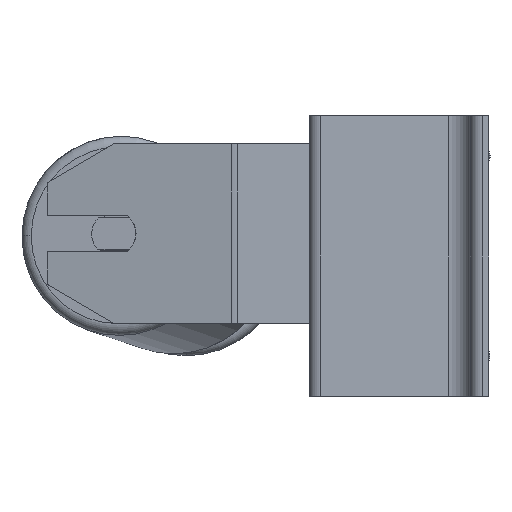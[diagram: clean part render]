
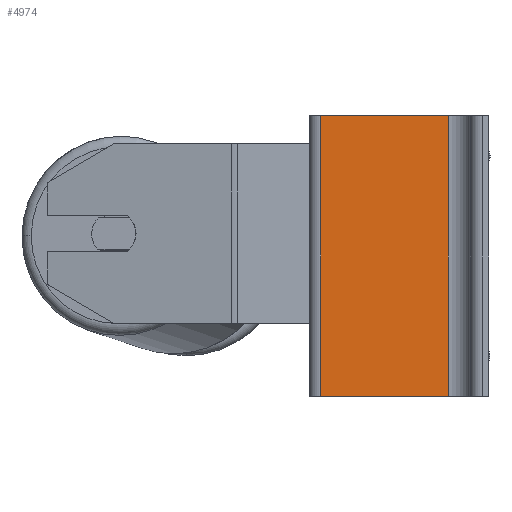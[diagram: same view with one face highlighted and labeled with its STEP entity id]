
A CAD part, left-side view. The second image highlights one B-rep face of the part: STEP entity #4974.
In plain terms, the highlighted planar face has unit normal (-1, 0, 0).
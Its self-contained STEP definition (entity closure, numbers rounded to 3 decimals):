
#78 = EDGE_CURVE ( 'NONE', #167, #4628, #1068, .T. ) ;
#167 = VERTEX_POINT ( 'NONE', #1177 ) ;
#333 = VERTEX_POINT ( 'NONE', #7283 ) ;
#961 = CARTESIAN_POINT ( 'NONE',  ( -278., 23., 62.5 ) ) ;
#1068 = LINE ( 'NONE', #7494, #4865 ) ;
#1177 = CARTESIAN_POINT ( 'NONE',  ( -278., -34., 62.5 ) ) ;
#1617 = EDGE_LOOP ( 'NONE', ( #2252, #5325, #4190, #6347 ) ) ;
#2182 = CARTESIAN_POINT ( 'NONE',  ( -278., 23., 62.5 ) ) ;
#2252 = ORIENTED_EDGE ( 'NONE', *, *, #4545, .T. ) ;
#2520 = VECTOR ( 'NONE', #5480, 1000. ) ;
#3097 = FACE_OUTER_BOUND ( 'NONE', #1617, .T. ) ;
#3917 = EDGE_CURVE ( 'NONE', #8160, #333, #5009, .T. ) ;
#3934 = LINE ( 'NONE', #10450, #2520 ) ;
#4190 = ORIENTED_EDGE ( 'NONE', *, *, #10143, .F. ) ;
#4545 = EDGE_CURVE ( 'NONE', #333, #4628, #6354, .T. ) ;
#4628 = VERTEX_POINT ( 'NONE', #7405 ) ;
#4750 = CARTESIAN_POINT ( 'NONE',  ( -278., 23., 62.5 ) ) ;
#4865 = VECTOR ( 'NONE', #7547, 1000. ) ;
#4974 = ADVANCED_FACE ( 'NONE', ( #3097 ), #5549, .F. ) ;
#5009 = LINE ( 'NONE', #961, #6848 ) ;
#5325 = ORIENTED_EDGE ( 'NONE', *, *, #78, .F. ) ;
#5329 = VECTOR ( 'NONE', #6508, 1000. ) ;
#5480 = DIRECTION ( 'NONE',  ( 0., -1., 0. ) ) ;
#5549 = PLANE ( 'NONE',  #9386 ) ;
#6347 = ORIENTED_EDGE ( 'NONE', *, *, #3917, .T. ) ;
#6354 = LINE ( 'NONE', #7353, #5329 ) ;
#6508 = DIRECTION ( 'NONE',  ( 0., -1., 0. ) ) ;
#6848 = VECTOR ( 'NONE', #9831, 1000. ) ;
#7283 = CARTESIAN_POINT ( 'NONE',  ( -278., 23., -62.5 ) ) ;
#7353 = CARTESIAN_POINT ( 'NONE',  ( -278., 23., -62.5 ) ) ;
#7405 = CARTESIAN_POINT ( 'NONE',  ( -278., -34., -62.5 ) ) ;
#7494 = CARTESIAN_POINT ( 'NONE',  ( -278., -34., 62.5 ) ) ;
#7547 = DIRECTION ( 'NONE',  ( 0., 0., -1. ) ) ;
#7977 = DIRECTION ( 'NONE',  ( 1., 0., 0. ) ) ;
#8134 = DIRECTION ( 'NONE',  ( 0., 1., 0. ) ) ;
#8160 = VERTEX_POINT ( 'NONE', #2182 ) ;
#9386 = AXIS2_PLACEMENT_3D ( 'NONE', #4750, #7977, #8134 ) ;
#9831 = DIRECTION ( 'NONE',  ( 0., 0., -1. ) ) ;
#10143 = EDGE_CURVE ( 'NONE', #8160, #167, #3934, .T. ) ;
#10450 = CARTESIAN_POINT ( 'NONE',  ( -278., 23., 62.5 ) ) ;
